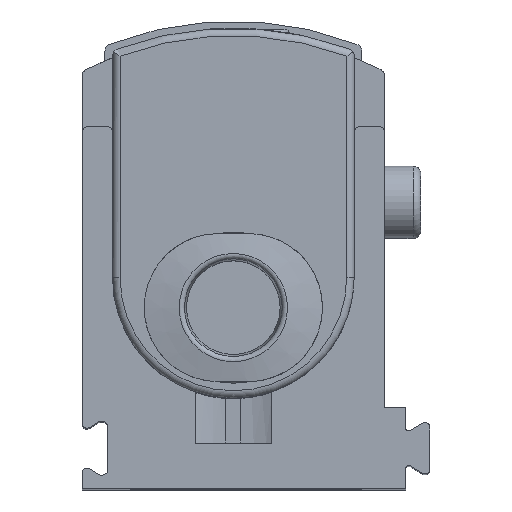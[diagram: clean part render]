
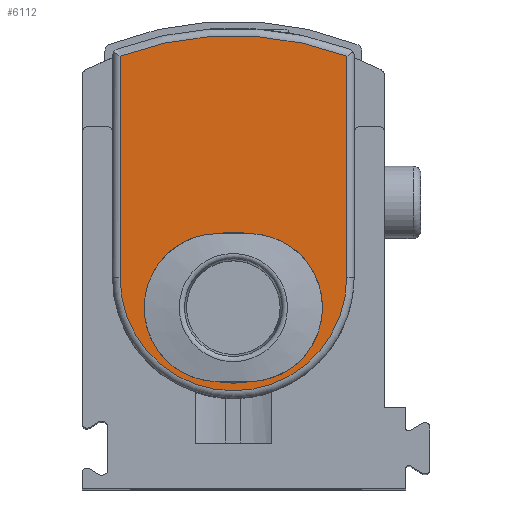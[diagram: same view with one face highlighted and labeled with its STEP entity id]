
A CAD part, top view. The second image highlights one B-rep face of the part: STEP entity #6112.
In plain terms, the highlighted face is planar.
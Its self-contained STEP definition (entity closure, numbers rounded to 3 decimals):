
#96=PLANE('',#6475);
#392=LINE('',#8788,#876);
#393=LINE('',#8793,#877);
#876=VECTOR('',#7210,1000.);
#877=VECTOR('',#7213,1000.);
#1523=ORIENTED_EDGE('',*,*,#2968,.T.);
#1524=ORIENTED_EDGE('',*,*,#2969,.T.);
#1525=ORIENTED_EDGE('',*,*,#2970,.F.);
#1526=ORIENTED_EDGE('',*,*,#2971,.F.);
#1527=ORIENTED_EDGE('',*,*,#2972,.T.);
#2968=EDGE_CURVE('',#3700,#3700,#4164,.T.);
#2969=EDGE_CURVE('',#3701,#3702,#392,.F.);
#2970=EDGE_CURVE('',#3703,#3702,#4165,.T.);
#2971=EDGE_CURVE('',#3704,#3703,#393,.F.);
#2972=EDGE_CURVE('',#3704,#3701,#4166,.T.);
#3700=VERTEX_POINT('',#8787);
#3701=VERTEX_POINT('',#8789);
#3702=VERTEX_POINT('',#8790);
#3703=VERTEX_POINT('',#8792);
#3704=VERTEX_POINT('',#8794);
#4164=CIRCLE('',#6476,5.);
#4165=CIRCLE('',#6477,21.5);
#4166=CIRCLE('',#6478,7.5);
#4375=EDGE_LOOP('',(#1523));
#4376=EDGE_LOOP('',(#1524,#1525,#1526,#1527));
#4731=FACE_BOUND('',#4375,.T.);
#4732=FACE_BOUND('',#4376,.T.);
#6112=ADVANCED_FACE('',(#4731,#4732),#96,.F.);
#6475=AXIS2_PLACEMENT_3D('',#8785,#7206,#7207);
#6476=AXIS2_PLACEMENT_3D('',#8786,#7208,#7209);
#6477=AXIS2_PLACEMENT_3D('',#8791,#7211,#7212);
#6478=AXIS2_PLACEMENT_3D('',#8795,#7214,#7215);
#7206=DIRECTION('',(1.,0.,0.));
#7207=DIRECTION('',(0.,0.,-1.));
#7208=DIRECTION('',(1.,0.,0.));
#7209=DIRECTION('',(0.,0.,-1.));
#7210=DIRECTION('',(0.,-1.,0.));
#7211=DIRECTION('',(1.,0.,0.));
#7212=DIRECTION('',(0.,0.,-1.));
#7213=DIRECTION('',(0.,-1.,0.));
#7214=DIRECTION('',(-1.,0.,0.));
#7215=DIRECTION('',(0.,0.,1.));
#8785=CARTESIAN_POINT('',(-19.25,8.,0.));
#8786=CARTESIAN_POINT('',(-19.25,6.,0.));
#8787=CARTESIAN_POINT('',(-19.25,6.,-5.));
#8788=CARTESIAN_POINT('',(-19.25,25.,7.5));
#8789=CARTESIAN_POINT('',(-19.25,8.,7.5));
#8790=CARTESIAN_POINT('',(-19.25,22.649,7.5));
#8791=CARTESIAN_POINT('',(-19.25,2.5,0.));
#8792=CARTESIAN_POINT('',(-19.25,22.649,-7.5));
#8793=CARTESIAN_POINT('',(-19.25,25.,-7.5));
#8794=CARTESIAN_POINT('',(-19.25,8.,-7.5));
#8795=CARTESIAN_POINT('',(-19.25,8.,0.));
